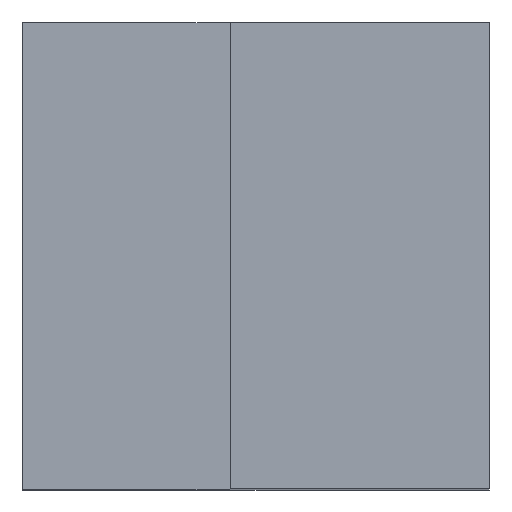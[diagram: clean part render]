
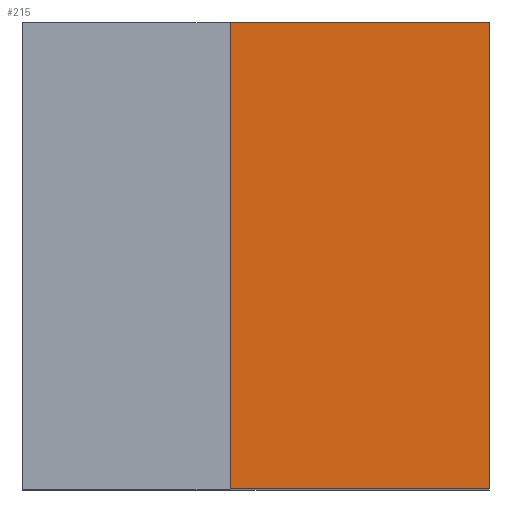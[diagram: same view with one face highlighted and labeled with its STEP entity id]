
A CAD part, top view. The second image highlights one B-rep face of the part: STEP entity #215.
In plain terms, the highlighted planar face has unit normal (0, 0, 1).
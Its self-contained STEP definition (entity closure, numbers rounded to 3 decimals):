
#215 = ADVANCED_FACE ( 'NONE', ( #320 ), #321, .T. ) ;
#317 = CARTESIAN_POINT ( 'NONE',  ( 4.5, -4.5, 14. ) ) ;
#320 = FACE_OUTER_BOUND ( 'NONE', #2214, .T. ) ;
#321 = PLANE ( 'NONE',  #3516 ) ;
#323 = DIRECTION ( 'NONE',  ( 0., 0., 1. ) ) ;
#324 = DIRECTION ( 'NONE',  ( 1., 0., 0. ) ) ;
#586 = VERTEX_POINT ( 'NONE', #2429 ) ;
#939 = CARTESIAN_POINT ( 'NONE',  ( 4.5, 4.5, 14. ) ) ;
#1501 = CARTESIAN_POINT ( 'NONE',  ( -0.5, 4.5, 14. ) ) ;
#1915 = LINE ( 'NONE', #1917, #3814 ) ;
#1917 = CARTESIAN_POINT ( 'NONE',  ( -0.5, -4.5, 14. ) ) ;
#1918 = DIRECTION ( 'NONE',  ( 1., 0., 0. ) ) ;
#1921 = LINE ( 'NONE', #1922, #3805 ) ;
#1922 = CARTESIAN_POINT ( 'NONE',  ( -0.5, 4.5, 14. ) ) ;
#1927 = LINE ( 'NONE', #1928, #3809 ) ;
#1928 = CARTESIAN_POINT ( 'NONE',  ( 4.5, -4.5, 14. ) ) ;
#1929 = DIRECTION ( 'NONE',  ( 0., 1., 0. ) ) ;
#1933 = LINE ( 'NONE', #1934, #3807 ) ;
#1934 = CARTESIAN_POINT ( 'NONE',  ( 4.5, 4.5, 14. ) ) ;
#1935 = DIRECTION ( 'NONE',  ( -1., 0., 0. ) ) ;
#1941 = DIRECTION ( 'NONE',  ( 0., -1., 0. ) ) ;
#2103 = VERTEX_POINT ( 'NONE', #2456 ) ;
#2149 = ORIENTED_EDGE ( 'NONE', *, *, #3626, .T. ) ;
#2150 = ORIENTED_EDGE ( 'NONE', *, *, #3630, .T. ) ;
#2151 = ORIENTED_EDGE ( 'NONE', *, *, #3632, .T. ) ;
#2152 = ORIENTED_EDGE ( 'NONE', *, *, #3634, .T. ) ;
#2214 = EDGE_LOOP ( 'NONE', ( #2149, #2150, #2151, #2152 ) ) ;
#2429 = CARTESIAN_POINT ( 'NONE',  ( 4.5, -4.5, 14. ) ) ;
#2456 = CARTESIAN_POINT ( 'NONE',  ( -0.5, -4.5, 14. ) ) ;
#3516 = AXIS2_PLACEMENT_3D ( 'NONE', #317, #323, #324 ) ;
#3626 = EDGE_CURVE ( 'NONE', #2103, #586, #1915, .T. ) ;
#3630 = EDGE_CURVE ( 'NONE', #586, #3900, #1927, .T. ) ;
#3632 = EDGE_CURVE ( 'NONE', #3900, #3876, #1933, .T. ) ;
#3634 = EDGE_CURVE ( 'NONE', #3876, #2103, #1921, .T. ) ;
#3805 = VECTOR ( 'NONE', #1941, 1000. ) ;
#3807 = VECTOR ( 'NONE', #1935, 1000. ) ;
#3809 = VECTOR ( 'NONE', #1929, 1000. ) ;
#3814 = VECTOR ( 'NONE', #1918, 1000. ) ;
#3876 = VERTEX_POINT ( 'NONE', #1501 ) ;
#3900 = VERTEX_POINT ( 'NONE', #939 ) ;
